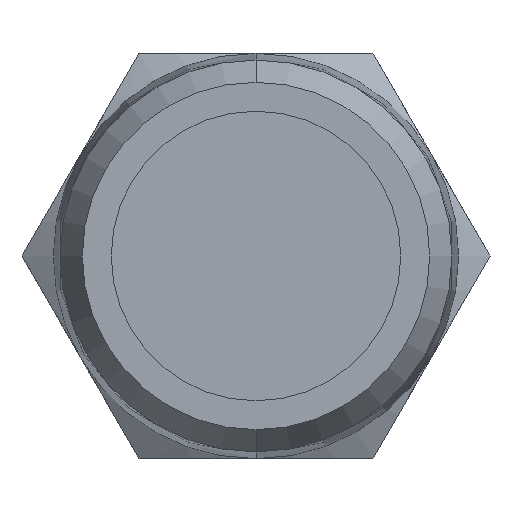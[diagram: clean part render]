
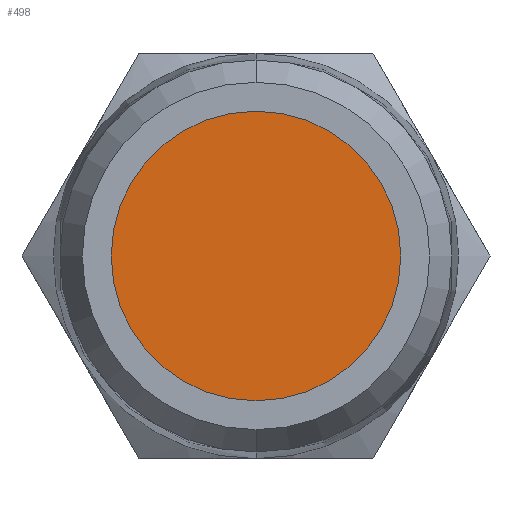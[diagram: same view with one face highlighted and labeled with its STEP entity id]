
A CAD part, front view. The second image highlights one B-rep face of the part: STEP entity #498.
In plain terms, the highlighted planar face has unit normal (0, -1, 0).
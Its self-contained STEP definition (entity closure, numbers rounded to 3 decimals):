
#28 = EDGE_CURVE ( 'NONE', #1136, #1137, #1728, .T. ) ;
#36 = EDGE_CURVE ( 'NONE', #1137, #1136, #1741, .T. ) ;
#127 = AXIS2_PLACEMENT_3D ( 'NONE', #2241, #2242, #2243 ) ;
#132 = AXIS2_PLACEMENT_3D ( 'NONE', #2261, #2262, #2263 ) ;
#347 = CARTESIAN_POINT ( 'NONE',  ( 7.5, 1.199, 0. ) ) ;
#348 = CARTESIAN_POINT ( 'NONE',  ( -7.5, 1.199, 0. ) ) ;
#498 = ADVANCED_FACE ( 'NONE', ( #2560 ), #591, .F. ) ;
#591 = PLANE ( 'NONE',  #1506 ) ;
#599 = CARTESIAN_POINT ( 'NONE',  ( 0., 1.199, 0. ) ) ;
#600 = DIRECTION ( 'NONE',  ( 0., 1., 0. ) ) ;
#601 = DIRECTION ( 'NONE',  ( 0., 0., 1. ) ) ;
#1136 = VERTEX_POINT ( 'NONE', #347 ) ;
#1137 = VERTEX_POINT ( 'NONE', #348 ) ;
#1237 = EDGE_LOOP ( 'NONE', ( #2339, #2338 ) ) ;
#1506 = AXIS2_PLACEMENT_3D ( 'NONE', #599, #600, #601 ) ;
#1728 = CIRCLE ( 'NONE', #127, 7.5 ) ;
#1741 = CIRCLE ( 'NONE', #132, 7.5 ) ;
#2241 = CARTESIAN_POINT ( 'NONE',  ( 0., 1.199, 0. ) ) ;
#2242 = DIRECTION ( 'NONE',  ( 0., 1., 0. ) ) ;
#2243 = DIRECTION ( 'NONE',  ( 0., 0., 1. ) ) ;
#2261 = CARTESIAN_POINT ( 'NONE',  ( 0., 1.199, 0. ) ) ;
#2262 = DIRECTION ( 'NONE',  ( 0., 1., 0. ) ) ;
#2263 = DIRECTION ( 'NONE',  ( 0., 0., 1. ) ) ;
#2338 = ORIENTED_EDGE ( 'NONE', *, *, #28, .F. ) ;
#2339 = ORIENTED_EDGE ( 'NONE', *, *, #36, .F. ) ;
#2560 = FACE_OUTER_BOUND ( 'NONE', #1237, .T. ) ;
